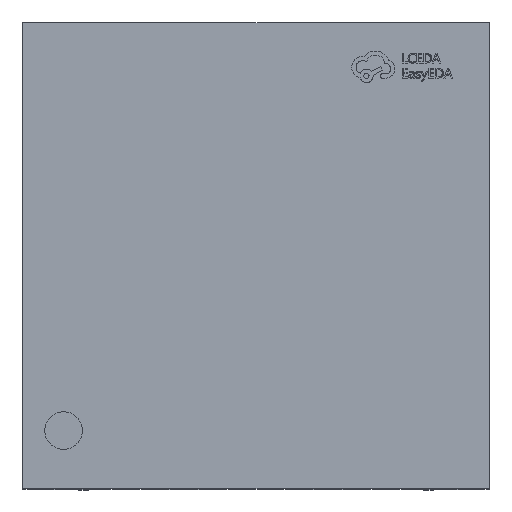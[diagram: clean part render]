
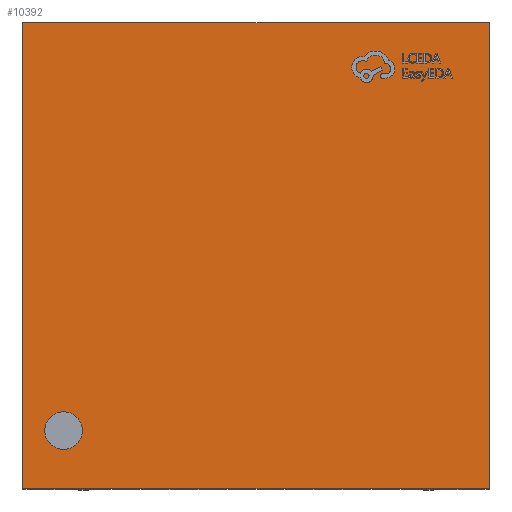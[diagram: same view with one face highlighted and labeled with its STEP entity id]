
A CAD part, top view. The second image highlights one B-rep face of the part: STEP entity #10392.
In plain terms, the highlighted planar face has unit normal (0, 0, 1).
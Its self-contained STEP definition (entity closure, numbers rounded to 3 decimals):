
#1 = ORIENTED_EDGE ( 'NONE', *, *, #14710, .F. ) ;
#1232 = DIRECTION ( 'NONE',  ( 0., 0., 1. ) ) ;
#1404 = VERTEX_POINT ( 'NONE', #3254 ) ;
#2098 = ORIENTED_EDGE ( 'NONE', *, *, #24395, .T. ) ;
#2616 = AXIS2_PLACEMENT_3D ( 'NONE', #26826, #17679, #11298 ) ;
#3254 = CARTESIAN_POINT ( 'NONE',  ( 2.5, 2.5, 0.9 ) ) ;
#3259 = VECTOR ( 'NONE', #22556, 1000. ) ;
#3408 = DIRECTION ( 'NONE',  ( 0., 0., 1. ) ) ;
#3605 = ORIENTED_EDGE ( 'NONE', *, *, #5846, .T. ) ;
#3774 = PLANE ( 'NONE',  #6464 ) ;
#5846 = EDGE_CURVE ( 'NONE', #10686, #1404, #24267, .T. ) ;
#6464 = AXIS2_PLACEMENT_3D ( 'NONE', #23671, #1232, #16870 ) ;
#8135 = EDGE_CURVE ( 'NONE', #13459, #28982, #9713, .T. ) ;
#8283 = VECTOR ( 'NONE', #12302, 1000. ) ;
#8495 = CARTESIAN_POINT ( 'NONE',  ( -2.5, -2.5, 0.9 ) ) ;
#8753 = EDGE_LOOP ( 'NONE', ( #10507, #1 ) ) ;
#9713 = CIRCLE ( 'NONE', #14449, 0.202 ) ;
#10148 = VECTOR ( 'NONE', #16577, 1000. ) ;
#10327 = FACE_BOUND ( 'NONE', #8753, .T. ) ;
#10392 = ADVANCED_FACE ( 'NONE', ( #10327, #19213 ), #3774, .T. ) ;
#10507 = ORIENTED_EDGE ( 'NONE', *, *, #8135, .F. ) ;
#10686 = VERTEX_POINT ( 'NONE', #28059 ) ;
#11298 = DIRECTION ( 'NONE',  ( 1., 0., 0. ) ) ;
#11800 = EDGE_CURVE ( 'NONE', #26707, #10686, #24803, .T. ) ;
#12302 = DIRECTION ( 'NONE',  ( 0., -1., 0. ) ) ;
#13229 = VECTOR ( 'NONE', #22006, 1000. ) ;
#13459 = VERTEX_POINT ( 'NONE', #15663 ) ;
#13549 = CIRCLE ( 'NONE', #2616, 0.202 ) ;
#14386 = CARTESIAN_POINT ( 'NONE',  ( -2.5, 2.5, 0.9 ) ) ;
#14449 = AXIS2_PLACEMENT_3D ( 'NONE', #28322, #3408, #19020 ) ;
#14710 = EDGE_CURVE ( 'NONE', #28982, #13459, #13549, .T. ) ;
#14982 = CARTESIAN_POINT ( 'NONE',  ( -2.5, 2.5, 0.9 ) ) ;
#15663 = CARTESIAN_POINT ( 'NONE',  ( -1.862, -1.875, 0.9 ) ) ;
#16577 = DIRECTION ( 'NONE',  ( -1., 0., 0. ) ) ;
#16870 = DIRECTION ( 'NONE',  ( 1., 0., 0. ) ) ;
#17326 = EDGE_LOOP ( 'NONE', ( #3605, #2098, #27981, #18257 ) ) ;
#17679 = DIRECTION ( 'NONE',  ( 0., 0., 1. ) ) ;
#18257 = ORIENTED_EDGE ( 'NONE', *, *, #11800, .T. ) ;
#18625 = CARTESIAN_POINT ( 'NONE',  ( -2.5, 2.5, 0.9 ) ) ;
#19020 = DIRECTION ( 'NONE',  ( 1., 0., 0. ) ) ;
#19213 = FACE_OUTER_BOUND ( 'NONE', #17326, .T. ) ;
#19709 = CARTESIAN_POINT ( 'NONE',  ( -2.266, -1.875, 0.9 ) ) ;
#20971 = LINE ( 'NONE', #18625, #10148 ) ;
#22006 = DIRECTION ( 'NONE',  ( 0., 1., 0. ) ) ;
#22556 = DIRECTION ( 'NONE',  ( 1., 0., 0. ) ) ;
#23671 = CARTESIAN_POINT ( 'NONE',  ( 0., 0., 0.9 ) ) ;
#24137 = VERTEX_POINT ( 'NONE', #14386 ) ;
#24267 = LINE ( 'NONE', #26458, #13229 ) ;
#24395 = EDGE_CURVE ( 'NONE', #1404, #24137, #20971, .T. ) ;
#24803 = LINE ( 'NONE', #8495, #3259 ) ;
#26224 = EDGE_CURVE ( 'NONE', #24137, #26707, #28281, .T. ) ;
#26256 = CARTESIAN_POINT ( 'NONE',  ( -2.5, -2.5, 0.9 ) ) ;
#26458 = CARTESIAN_POINT ( 'NONE',  ( 2.5, 2.5, 0.9 ) ) ;
#26707 = VERTEX_POINT ( 'NONE', #26256 ) ;
#26826 = CARTESIAN_POINT ( 'NONE',  ( -2.064, -1.875, 0.9 ) ) ;
#27981 = ORIENTED_EDGE ( 'NONE', *, *, #26224, .T. ) ;
#28059 = CARTESIAN_POINT ( 'NONE',  ( 2.5, -2.5, 0.9 ) ) ;
#28281 = LINE ( 'NONE', #14982, #8283 ) ;
#28322 = CARTESIAN_POINT ( 'NONE',  ( -2.064, -1.875, 0.9 ) ) ;
#28982 = VERTEX_POINT ( 'NONE', #19709 ) ;
